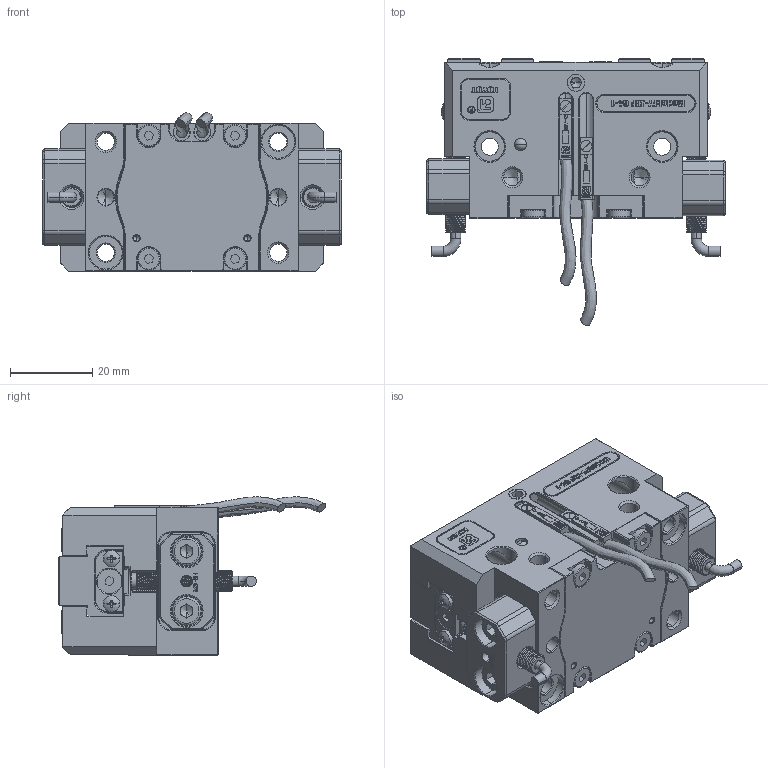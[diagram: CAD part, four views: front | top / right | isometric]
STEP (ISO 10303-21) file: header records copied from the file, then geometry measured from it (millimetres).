
FILE_DESCRIPTION (( 'STEP AP203' ), '1' );
FILE_NAME ('FY-JGP 64-1軞傖.STEP', '2022-09-22T11:51:06', ( 'User' ), ( 'Microsoft' ), 'SwSTEP 2.0', 'SolidWorks 2015', '' );
FILE_SCHEMA (( 'CONFIG_CONTROL_DESIGN' ));
Length unit declared in the file: millimetre
Products named in the file (21): 棠沺; FY-JGP 64-1ヶ裔; FY-JGP 64-1倰瘍齪; 諉輪羲壽M5X25; hexagon socket countersunk head screws gb_GB_FASTENER_SCREWS_HSCHS M3X8-N; FY-JGP 64-1賑輸; FY-JGP 64-1軞傖; FY-JGP 64-1綴裔; FY-JGZ 64-1賑輸結啣; M3X10情芛蹟隊; FY-JGZ 64-1覃誹蹟隊; hex socket set screws with flat point gb_GB_FASTENER_SCREWS_HSFP M5X5-N; cross recessed pan head screws gb_GB_CROSS_SCREWS_TYPE1 M2X6-6  H type-N; 接近开关安装支架标准款2; M3覜茼覃誹輸6; hexagon socket head cap screws gb_GB_FASTENER_SCREWS_HSHCS M4X10-N; FY-JGP 64-1賑輸郪璃; FY-JGP 64-1褲极; 3.175; 棠俶羲壽4.0X15; 10X12LOGO-懦伎
Assembly tree (36 placements, depth 3):
  FY-JGP 64-1軞傖
    FY-JGP 64-1褲极
    10X12LOGO-懦伎
    FY-JGP 64-1倰瘍齪
    FY-JGP 64-1賑輸郪璃  x2
      FY-JGP 64-1賑輸
      FY-JGZ 64-1賑輸結啣
      FY-JGZ 64-1覃誹蹟隊
      cross recessed pan head screws gb_GB_CROSS_SCREWS_TYPE1 M2X6-6  H type-N
      M3覜茼覃誹輸6
    棠俶羲壽4.0X15  x2
    FY-JGP 64-1ヶ裔
    hexagon socket countersunk head screws gb_GB_FASTENER_SCREWS_HSCHS M3X8-N  x4
    FY-JGP 64-1綴裔
    M3X10情芛蹟隊  x4
    hex socket set screws with flat point gb_GB_FASTENER_SCREWS_HSFP M5X5-N  x2
    接近开关安装支架标准款2  x2
    hexagon socket head cap screws gb_GB_FASTENER_SCREWS_HSHCS M4X10-N  x4
    3.175
    棠沺
    諉輪羲壽M5X25  x2
Bounding box: 72.6 x 65.16 x 38.53 mm (x, y, z)
Volume: 77717.2 mm3; surface area: 41307.9 mm2
Topology: 41 solids, 41 shells, 2729 faces, 6913 edges, 4324 vertices
Faces by surface type: plane 1217, cylinder 695, cone 450, bspline 313, torus 44, sphere 10
Entity records: 74518 total; most frequent: CARTESIAN_POINT 29708, ORIENTED_EDGE 9116, DIRECTION 8123, EDGE_CURVE 4558, VERTEX_POINT 2894, VECTOR 2819, LINE 2819, AXIS2_PLACEMENT_3D 2652
